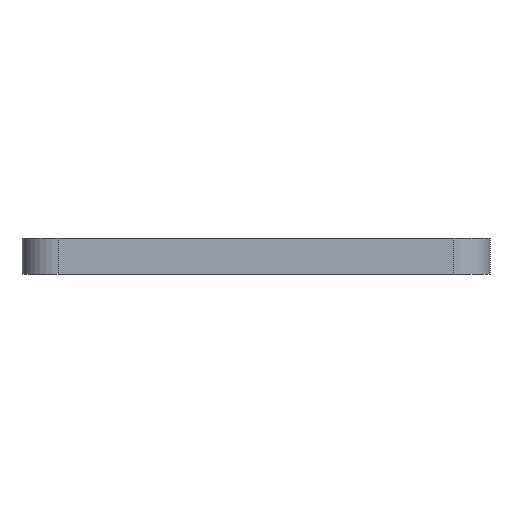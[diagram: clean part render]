
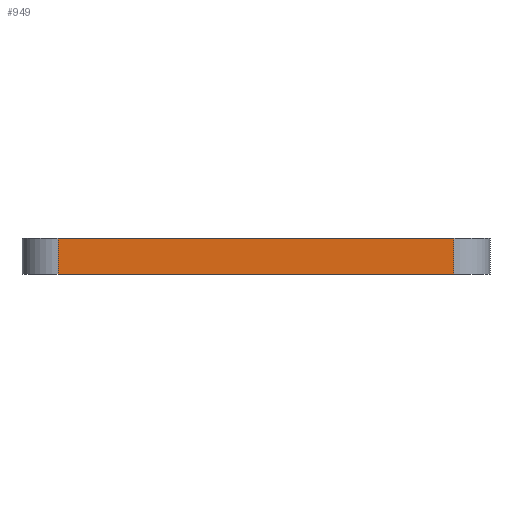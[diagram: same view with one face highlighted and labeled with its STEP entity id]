
A CAD part, left-side view. The second image highlights one B-rep face of the part: STEP entity #949.
In plain terms, the highlighted planar face has unit normal (-1, 0, 0).
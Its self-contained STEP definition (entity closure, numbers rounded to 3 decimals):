
#118=CARTESIAN_POINT('Vertex',(106.128,307.537,-152.)) ;
#123=CARTESIAN_POINT('Line Origine',(106.128,252.537,-152.)) ;
#127=CARTESIAN_POINT('Vertex',(106.128,197.537,-152.)) ;
#411=CARTESIAN_POINT('Vertex',(106.128,197.537,-162.)) ;
#414=CARTESIAN_POINT('Line Origine',(106.128,252.537,-162.)) ;
#418=CARTESIAN_POINT('Vertex',(106.128,307.537,-162.)) ;
#916=CARTESIAN_POINT('Line Origine',(106.128,307.537,-157.)) ;
#933=CARTESIAN_POINT('Axis2P3D Location',(106.128,187.537,-152.)) ;
#938=CARTESIAN_POINT('Line Origine',(106.128,197.537,-157.)) ;
#124=DIRECTION('Vector Direction',(0.,1.,0.)) ;
#415=DIRECTION('Vector Direction',(0.,1.,0.)) ;
#917=DIRECTION('Vector Direction',(0.,0.,-1.)) ;
#934=DIRECTION('Axis2P3D Direction',(-1.,0.,0.)) ;
#935=DIRECTION('Axis2P3D XDirection',(0.,1.,0.)) ;
#939=DIRECTION('Vector Direction',(0.,0.,-1.)) ;
#936=AXIS2_PLACEMENT_3D('Plane Axis2P3D',#933,#934,#935) ;
#944=ORIENTED_EDGE('',*,*,#420,.F.) ;
#945=ORIENTED_EDGE('',*,*,#942,.F.) ;
#946=ORIENTED_EDGE('',*,*,#129,.T.) ;
#947=ORIENTED_EDGE('',*,*,#920,.T.) ;
#125=VECTOR('Line Direction',#124,1.) ;
#416=VECTOR('Line Direction',#415,1.) ;
#918=VECTOR('Line Direction',#917,1.) ;
#940=VECTOR('Line Direction',#939,1.) ;
#949=ADVANCED_FACE('PartBody',(#948),#937,.T.) ;
#129=EDGE_CURVE('',#128,#119,#126,.T.) ;
#420=EDGE_CURVE('',#412,#419,#417,.T.) ;
#920=EDGE_CURVE('',#119,#419,#919,.T.) ;
#942=EDGE_CURVE('',#128,#412,#941,.T.) ;
#943=EDGE_LOOP('',(#944,#945,#946,#947)) ;
#948=FACE_OUTER_BOUND('',#943,.T.) ;
#126=LINE('Line',#123,#125) ;
#417=LINE('Line',#414,#416) ;
#919=LINE('Line',#916,#918) ;
#941=LINE('Line',#938,#940) ;
#937=PLANE('',#936) ;
#119=VERTEX_POINT('',#118) ;
#128=VERTEX_POINT('',#127) ;
#412=VERTEX_POINT('',#411) ;
#419=VERTEX_POINT('',#418) ;
